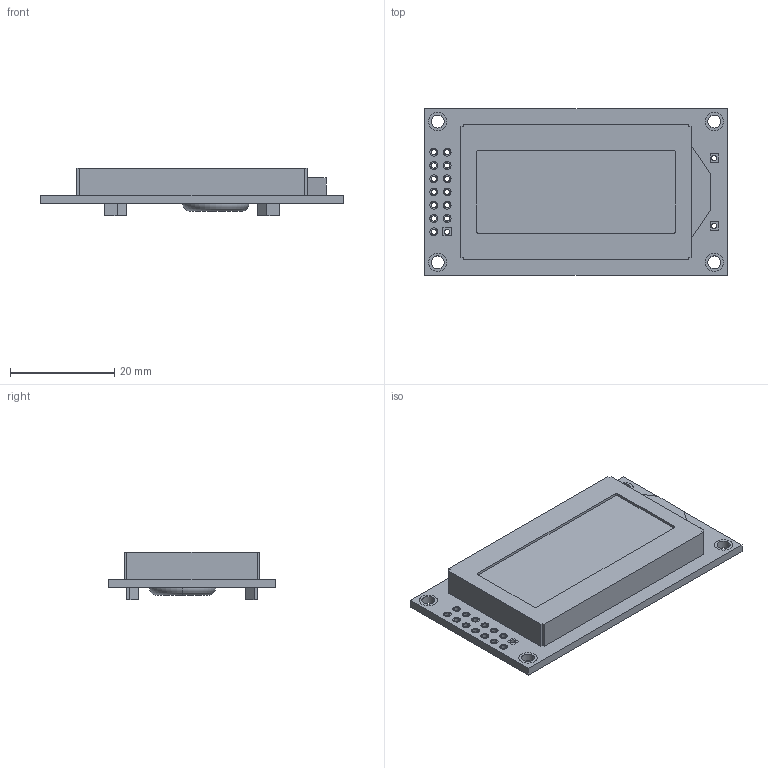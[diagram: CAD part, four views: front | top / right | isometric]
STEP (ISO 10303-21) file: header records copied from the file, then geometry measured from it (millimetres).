
FILE_DESCRIPTION (( 'STEP AP214' ), '1' );
FILE_NAME ('NHD-0208BZ-RN.STEP', '2018-03-15T15:35:54', ( '' ), ( '' ), 'SwSTEP 2.0', 'SolidWorks 2018', '' );
FILE_SCHEMA (( 'AUTOMOTIVE_DESIGN' ));
Length unit declared in the file: millimetre
Products named in the file (1): NHD-0208BZ-RN
Bounding box: 58 x 32 x 9.2 mm (x, y, z)
Volume: 8922.2 mm3; surface area: 5033.2 mm2
Topology: 1 solids, 1 shells, 271 faces, 650 edges, 428 vertices
Faces by surface type: plane 157, cylinder 112, torus 2
Entity records: 10869 total; most frequent: DIRECTION 1424, CARTESIAN_POINT 1350, ORIENTED_EDGE 1300, EDGE_CURVE 650, AXIS2_PLACEMENT_3D 502, VERTEX_POINT 428, VECTOR 420, LINE 420
